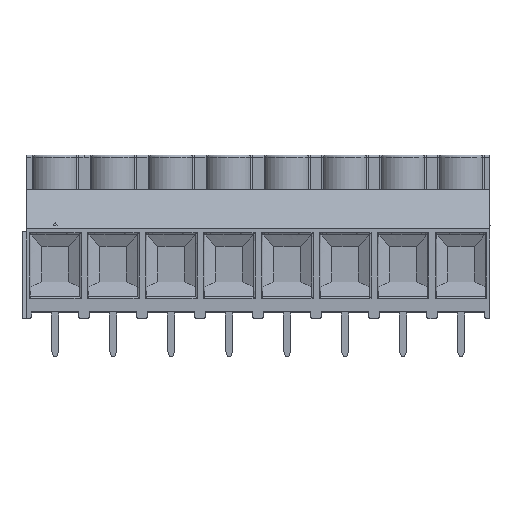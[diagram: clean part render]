
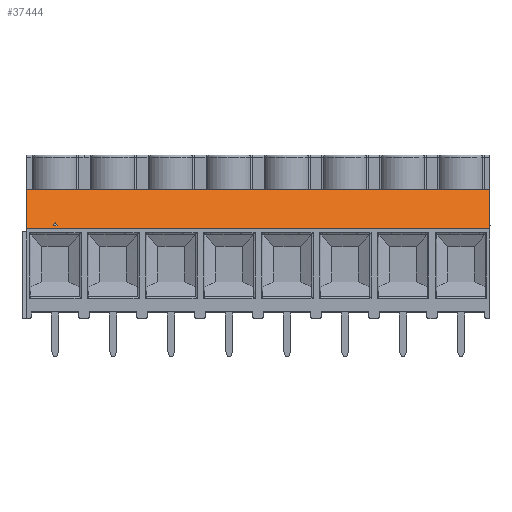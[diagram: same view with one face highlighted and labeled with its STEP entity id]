
A CAD part, top view. The second image highlights one B-rep face of the part: STEP entity #37444.
In plain terms, the highlighted planar face has unit normal (0, 0.454, 0.891).
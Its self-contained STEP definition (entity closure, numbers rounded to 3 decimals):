
#1831 = VECTOR ( 'NONE', #28761, 1000. ) ;
#1975 = EDGE_CURVE ( 'NONE', #33010, #18796, #16114, .T. ) ;
#2250 = CARTESIAN_POINT ( 'NONE',  ( 0., 17., 9.5 ) ) ;
#2347 = VERTEX_POINT ( 'NONE', #25207 ) ;
#3016 = ORIENTED_EDGE ( 'NONE', *, *, #38786, .F. ) ;
#3451 = ORIENTED_EDGE ( 'NONE', *, *, #1975, .F. ) ;
#3794 = CARTESIAN_POINT ( 'NONE',  ( 60.96, 11.8, 12.15 ) ) ;
#4272 = EDGE_CURVE ( 'NONE', #42711, #14816, #16064, .T. ) ;
#5107 = DIRECTION ( 'NONE',  ( 0., 0.891, -0.454 ) ) ;
#5338 = CARTESIAN_POINT ( 'NONE',  ( 60.96, 17., 9.5 ) ) ;
#6059 = ORIENTED_EDGE ( 'NONE', *, *, #22526, .F. ) ;
#7281 = CARTESIAN_POINT ( 'NONE',  ( 3.81, 12.691, 11.696 ) ) ;
#8013 = EDGE_CURVE ( 'NONE', #18796, #28729, #27903, .T. ) ;
#8178 = VECTOR ( 'NONE', #36575, 1000. ) ;
#10056 = EDGE_LOOP ( 'NONE', ( #22157, #37237, #6059, #33715 ) ) ;
#13412 = CARTESIAN_POINT ( 'NONE',  ( 4.06, 12.245, 11.923 ) ) ;
#14816 = VERTEX_POINT ( 'NONE', #43117 ) ;
#16064 = LINE ( 'NONE', #43745, #1831 ) ;
#16076 = VECTOR ( 'NONE', #38831, 1000. ) ;
#16114 = LINE ( 'NONE', #26268, #8178 ) ;
#17546 = LINE ( 'NONE', #27908, #33263 ) ;
#17575 = VECTOR ( 'NONE', #43702, 1000. ) ;
#18418 = VERTEX_POINT ( 'NONE', #3794 ) ;
#18796 = VERTEX_POINT ( 'NONE', #28325 ) ;
#19458 = VECTOR ( 'NONE', #31293, 1000. ) ;
#19538 = DIRECTION ( 'NONE',  ( 0., -0.454, -0.891 ) ) ;
#19587 = DIRECTION ( 'NONE',  ( -0.447, 0.797, -0.406 ) ) ;
#20107 = CARTESIAN_POINT ( 'NONE',  ( 60.96, 17., 9.5 ) ) ;
#21420 = AXIS2_PLACEMENT_3D ( 'NONE', #5338, #19538, #5107 ) ;
#22157 = ORIENTED_EDGE ( 'NONE', *, *, #43808, .T. ) ;
#22526 = EDGE_CURVE ( 'NONE', #42711, #18418, #17546, .T. ) ;
#25207 = CARTESIAN_POINT ( 'NONE',  ( 0., 11.8, 12.15 ) ) ;
#25397 = EDGE_LOOP ( 'NONE', ( #3016, #34134, #3451 ) ) ;
#25946 = LINE ( 'NONE', #26380, #33143 ) ;
#26268 = CARTESIAN_POINT ( 'NONE',  ( 3.81, 12.691, 11.696 ) ) ;
#26380 = CARTESIAN_POINT ( 'NONE',  ( 4.06, 12.245, 11.923 ) ) ;
#27706 = CARTESIAN_POINT ( 'NONE',  ( 3.56, 12.245, 11.923 ) ) ;
#27903 = LINE ( 'NONE', #27706, #19458 ) ;
#27908 = CARTESIAN_POINT ( 'NONE',  ( 60.96, 17., 9.5 ) ) ;
#28325 = CARTESIAN_POINT ( 'NONE',  ( 3.56, 12.245, 11.923 ) ) ;
#28402 = FACE_BOUND ( 'NONE', #25397, .T. ) ;
#28729 = VERTEX_POINT ( 'NONE', #13412 ) ;
#28761 = DIRECTION ( 'NONE',  ( -1., 0., 0. ) ) ;
#29174 = LINE ( 'NONE', #42878, #16076 ) ;
#31080 = DIRECTION ( 'NONE',  ( 0., -0.891, 0.454 ) ) ;
#31293 = DIRECTION ( 'NONE',  ( 1., 0., 0. ) ) ;
#31562 = FACE_OUTER_BOUND ( 'NONE', #10056, .T. ) ;
#32953 = LINE ( 'NONE', #2250, #17575 ) ;
#33010 = VERTEX_POINT ( 'NONE', #7281 ) ;
#33143 = VECTOR ( 'NONE', #19587, 1000. ) ;
#33263 = VECTOR ( 'NONE', #31080, 1000. ) ;
#33715 = ORIENTED_EDGE ( 'NONE', *, *, #4272, .T. ) ;
#34134 = ORIENTED_EDGE ( 'NONE', *, *, #8013, .F. ) ;
#36575 = DIRECTION ( 'NONE',  ( -0.447, -0.797, 0.406 ) ) ;
#37237 = ORIENTED_EDGE ( 'NONE', *, *, #43416, .F. ) ;
#37444 = ADVANCED_FACE ( 'NONE', ( #28402, #31562 ), #42121, .F. ) ;
#38786 = EDGE_CURVE ( 'NONE', #28729, #33010, #25946, .T. ) ;
#38831 = DIRECTION ( 'NONE',  ( -1., 0., 0. ) ) ;
#42121 = PLANE ( 'NONE',  #21420 ) ;
#42711 = VERTEX_POINT ( 'NONE', #20107 ) ;
#42878 = CARTESIAN_POINT ( 'NONE',  ( 60.96, 11.8, 12.15 ) ) ;
#43117 = CARTESIAN_POINT ( 'NONE',  ( 0., 17., 9.5 ) ) ;
#43416 = EDGE_CURVE ( 'NONE', #18418, #2347, #29174, .T. ) ;
#43702 = DIRECTION ( 'NONE',  ( 0., -0.891, 0.454 ) ) ;
#43745 = CARTESIAN_POINT ( 'NONE',  ( 60.96, 17., 9.5 ) ) ;
#43808 = EDGE_CURVE ( 'NONE', #14816, #2347, #32953, .T. ) ;
